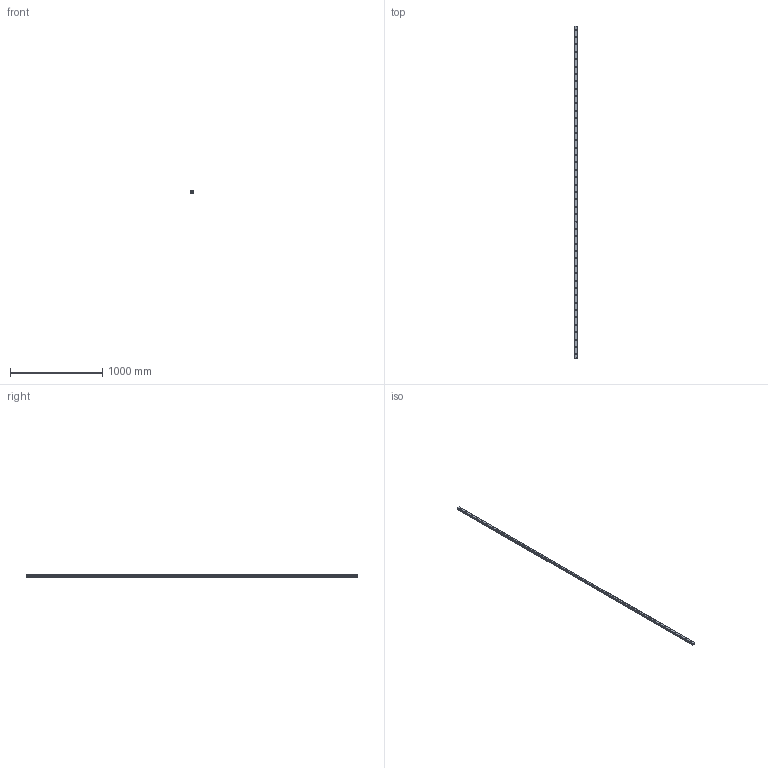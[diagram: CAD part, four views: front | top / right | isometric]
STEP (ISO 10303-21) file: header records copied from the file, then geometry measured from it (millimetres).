
FILE_DESCRIPTION(('STEP AP214'),'1');
FILE_NAME('cctmp_D780502F-564E-4198-B373-C24298C103E8_2021_02_12_11_35_09_0790..stp','2021-02-12T10:35:10',('HIWIN GmbH'),('CADClick - www.CADClick.com'),'Spatial InterOp 3D',' ','unknown authorization');
FILE_SCHEMA(('AUTOMOTIVE_DESIGN'));
Length unit declared in the file: millimetre
Products named in the file (1): EGR30R3600C_FILE
Bounding box: 28 x 3600 x 23 mm (x, y, z)
Volume: 2012666.6 mm3; surface area: 403938.8 mm2
Topology: 1 solids, 1 shells, 508 faces, 1101 edges, 734 vertices
Faces by surface type: cylinder 288, plane 220
Entity records: 18189 total; most frequent: DIRECTION 2695, CARTESIAN_POINT 2344, ORIENTED_EDGE 2202, EDGE_CURVE 1101, AXIS2_PLACEMENT_3D 1085, VERTEX_POINT 734, EDGE_LOOP 647, CIRCLE 576
